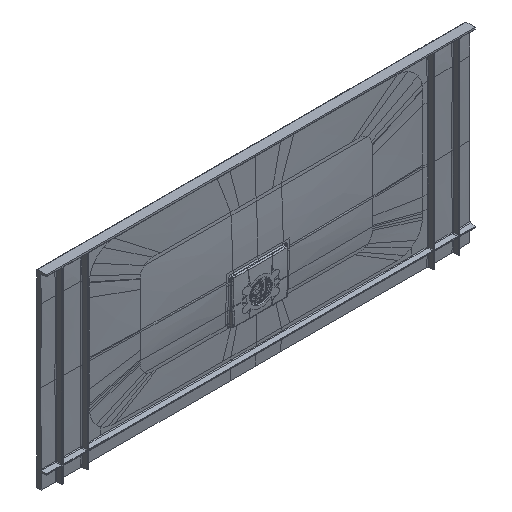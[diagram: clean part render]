
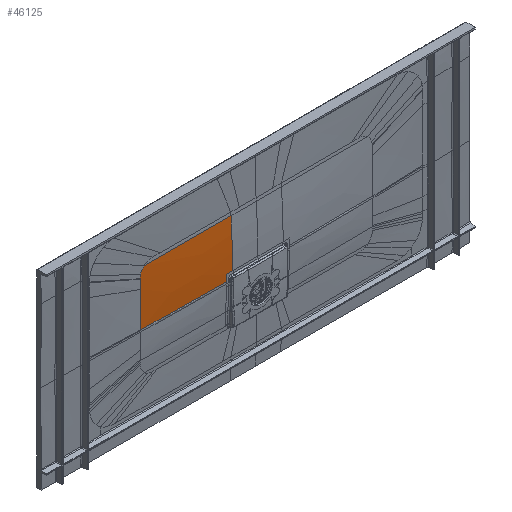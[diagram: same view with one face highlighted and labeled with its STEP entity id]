
A CAD part, isometric view. The second image highlights one B-rep face of the part: STEP entity #46125.
In plain terms, the highlighted free-form (B-spline) face has degree [3, 3] with [4, 4] control points.
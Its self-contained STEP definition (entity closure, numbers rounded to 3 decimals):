
#10662=CARTESIAN_POINT('',(-125.111,-27.962,
45.151));
#10663=CARTESIAN_POINT('',(-125.111,-27.923,
53.517));
#10664=CARTESIAN_POINT('',(-125.11,-27.855,
61.882));
#10665=CARTESIAN_POINT('',(-125.11,-27.758,
70.247));
#10667=CARTESIAN_POINT('',(-125.11,-27.758,
70.247));
#10668=CARTESIAN_POINT('',(-116.763,-27.773,
70.247));
#10669=CARTESIAN_POINT('',(-108.415,-27.78,
70.249));
#10670=CARTESIAN_POINT('',(-100.068,-27.78,
70.249));
#11176=CARTESIAN_POINT('',(-442.971,-19.367,
255.089));
#12347=CARTESIAN_POINT('',(-100.082,-20.844,
255.463));
#12348=CARTESIAN_POINT('',(-214.39,-20.844,
255.463));
#12349=CARTESIAN_POINT('',(-328.688,-20.284,
255.313));
#12350=CARTESIAN_POINT('',(-442.971,-19.367,
255.089));
#12375=CARTESIAN_POINT('',(-459.999,-23.727,
45.186));
#12376=CARTESIAN_POINT('',(-459.998,-23.617,
60.473));
#12377=CARTESIAN_POINT('',(-459.997,-23.3,
91.053));
#12378=CARTESIAN_POINT('',(-459.997,-22.541,
136.928));
#12379=CARTESIAN_POINT('',(-459.999,-21.845,
167.516));
#12380=CARTESIAN_POINT('',(-460.,-21.449,
182.81));
#12382=CARTESIAN_POINT('',(-460.,-21.449,
182.81));
#12383=CARTESIAN_POINT('',(-459.997,-21.349,
186.71));
#12384=CARTESIAN_POINT('',(-459.994,-21.141,
194.481));
#12385=CARTESIAN_POINT('',(-460.009,-20.815,
206.044));
#12386=CARTESIAN_POINT('',(-460.004,-20.587,
213.692));
#12387=CARTESIAN_POINT('',(-460.,-20.471,
217.5));
#12389=CARTESIAN_POINT('',(-460.,-20.471,
217.5));
#12390=CARTESIAN_POINT('',(-460.,-20.465,
217.7));
#12391=CARTESIAN_POINT('',(-459.998,-20.453,
218.101));
#12392=CARTESIAN_POINT('',(-459.987,-20.434,
218.702));
#12393=CARTESIAN_POINT('',(-459.975,-20.422,
219.103));
#12394=CARTESIAN_POINT('',(-459.967,-20.416,
219.303));
#12396=CARTESIAN_POINT('',(-459.967,-20.416,
219.303));
#12397=CARTESIAN_POINT('',(-459.934,-20.388,
220.227));
#12398=CARTESIAN_POINT('',(-459.817,-20.332,
222.069));
#12399=CARTESIAN_POINT('',(-459.487,-20.25,
224.82));
#12400=CARTESIAN_POINT('',(-459.006,-20.169,
227.547));
#12401=CARTESIAN_POINT('',(-458.375,-20.09,
230.244));
#12402=CARTESIAN_POINT('',(-457.856,-20.038,
232.014));
#12403=CARTESIAN_POINT('',(-457.572,-20.012,
232.892));
#12405=CARTESIAN_POINT('',(-457.572,-20.012,
232.892));
#12406=CARTESIAN_POINT('',(-457.255,-19.983,
233.874));
#12407=CARTESIAN_POINT('',(-456.568,-19.927,
235.795));
#12408=CARTESIAN_POINT('',(-455.389,-19.846,
238.559));
#12409=CARTESIAN_POINT('',(-454.076,-19.77,
241.193));
#12410=CARTESIAN_POINT('',(-452.581,-19.694,
243.791));
#12411=CARTESIAN_POINT('',(-450.952,-19.622,
246.262));
#12412=CARTESIAN_POINT('',(-449.163,-19.553,
248.649));
#12413=CARTESIAN_POINT('',(-447.268,-19.488,
250.887));
#12414=CARTESIAN_POINT('',(-445.211,-19.426,
253.044));
#12415=CARTESIAN_POINT('',(-443.736,-19.387,
254.418));
#12416=CARTESIAN_POINT('',(-442.971,-19.367,
255.089));
#12426=CARTESIAN_POINT('',(-459.999,-23.727,
45.186));
#12427=CARTESIAN_POINT('',(-348.391,-26.348,
45.197));
#12428=CARTESIAN_POINT('',(-236.753,-27.776,
45.157));
#12429=CARTESIAN_POINT('',(-125.111,-27.962,
45.151));
#12461=CARTESIAN_POINT('',(-99.702,3556.9,
28.759));
#12462=DIRECTION('',(-1.,0.,0.));
#12463=DIRECTION('',(0.,-1.,0.012));
#12464=AXIS2_PLACEMENT_3D('',#12461,#12462,#12463);
#17182=CARTESIAN_POINT('',(-459.967,-20.416,
219.303));
#17184=VERTEX_POINT('',#17182);
#17185=CARTESIAN_POINT('',(-457.572,-20.012,
232.892));
#17186=VERTEX_POINT('',#17185);
#17188=VERTEX_POINT('',#11176);
#17306=CARTESIAN_POINT('',(-459.999,-23.727,
45.186));
#17307=VERTEX_POINT('',#17306);
#17308=CARTESIAN_POINT('',(-460.,-21.449,
182.81));
#17309=VERTEX_POINT('',#17308);
#17311=CARTESIAN_POINT('',(-460.,-20.471,
217.5));
#17312=VERTEX_POINT('',#17311);
#17313=VERTEX_POINT('',#12429);
#17314=CARTESIAN_POINT('',(-100.075,-27.78,
70.249));
#17315=CARTESIAN_POINT('',(-100.075,-20.845,
255.463));
#17316=VERTEX_POINT('',#17314);
#17317=VERTEX_POINT('',#17315);
#17318=VERTEX_POINT('',#10667);
#46094=CARTESIAN_POINT('',(-463.522,-19.125,
257.146));
#46095=CARTESIAN_POINT('',(-463.673,-21.649,
185.837));
#46096=CARTESIAN_POINT('',(-463.758,-23.158,
114.463));
#46097=CARTESIAN_POINT('',(-463.775,-23.653,
43.085));
#46098=CARTESIAN_POINT('',(-341.186,-20.115,
257.396));
#46099=CARTESIAN_POINT('',(-341.31,-23.866,
186.033));
#46100=CARTESIAN_POINT('',(-341.368,-26.014,
114.567));
#46101=CARTESIAN_POINT('',(-341.363,-26.558,
43.096));
#46102=CARTESIAN_POINT('',(-218.832,-20.723,
257.567));
#46103=CARTESIAN_POINT('',(-218.902,-25.307,
186.154));
#46104=CARTESIAN_POINT('',(-218.929,-27.741,
114.603));
#46105=CARTESIAN_POINT('',(-218.916,-28.02,
43.045));
#46106=CARTESIAN_POINT('',(-96.469,-20.711,
257.564));
#46107=CARTESIAN_POINT('',(-96.467,-25.278,
186.152));
#46108=CARTESIAN_POINT('',(-96.466,-27.706,
114.603));
#46109=CARTESIAN_POINT('',(-96.467,-27.991,
43.046));
#46110=B_SPLINE_SURFACE_WITH_KNOTS('',3,3,((#46094,#46095,#46096,#46097),
(#46098,#46099,#46100,#46101),(#46102,#46103,#46104,#46105),(#46106,#46107,
#46108,#46109)),.UNSPECIFIED.,.F.,.F.,.F.,(4,4),(4,4),(0.384,
1.006),(0.244,0.981),.UNSPECIFIED.);
#46112=ORIENTED_EDGE('',*,*,#46111,.F.);
#46113=ORIENTED_EDGE('',*,*,#43956,.T.);
#46114=ORIENTED_EDGE('',*,*,#43991,.T.);
#46115=ORIENTED_EDGE('',*,*,#44026,.T.);
#46116=ORIENTED_EDGE('',*,*,#44061,.T.);
#46117=ORIENTED_EDGE('',*,*,#44096,.T.);
#46118=ORIENTED_EDGE('',*,*,#46087,.F.);
#46120=ORIENTED_EDGE('',*,*,#46119,.F.);
#46121=ORIENTED_EDGE('',*,*,#42892,.F.);
#46122=ORIENTED_EDGE('',*,*,#42890,.F.);
#46123=EDGE_LOOP('',(#46112,#46113,#46114,#46115,#46116,#46117,#46118,#46120,
#46121,#46122));
#46124=FACE_OUTER_BOUND('',#46123,.F.);
#46125=ADVANCED_FACE('',(#46124),#46110,.F.);
#10666=B_SPLINE_CURVE_WITH_KNOTS('',3,(#10662,#10663,#10664,#10665),
.UNSPECIFIED.,.F.,.F.,(4,4),(0.,1.),.UNSPECIFIED.);
#10671=B_SPLINE_CURVE_WITH_KNOTS('',3,(#10667,#10668,#10669,#10670),
.UNSPECIFIED.,.F.,.F.,(4,4),(0.,1.),.UNSPECIFIED.);
#12351=B_SPLINE_CURVE_WITH_KNOTS('',3,(#12347,#12348,#12349,#12350),
.UNSPECIFIED.,.F.,.F.,(4,4),(0.,1.),.UNSPECIFIED.);
#12381=B_SPLINE_CURVE_WITH_KNOTS('',3,(#12375,#12376,#12377,#12378,#12379,
#12380),.UNSPECIFIED.,.F.,.F.,(4,1,1,4),(0.,0.333,
0.667,1.),.UNSPECIFIED.);
#12388=B_SPLINE_CURVE_WITH_KNOTS('',3,(#12382,#12383,#12384,#12385,#12386,
#12387),.UNSPECIFIED.,.F.,.F.,(4,1,1,4),(0.,0.333,
0.667,1.),.UNSPECIFIED.);
#12395=B_SPLINE_CURVE_WITH_KNOTS('',3,(#12389,#12390,#12391,#12392,#12393,
#12394),.UNSPECIFIED.,.F.,.F.,(4,1,1,4),(0.,0.333,
0.667,1.),.UNSPECIFIED.);
#12404=B_SPLINE_CURVE_WITH_KNOTS('',3,(#12396,#12397,#12398,#12399,#12400,
#12401,#12402,#12403),.UNSPECIFIED.,.F.,.F.,(4,1,1,1,1,4),(0.,0.2,0.4,
0.6,0.8,1.),.UNSPECIFIED.);
#12417=B_SPLINE_CURVE_WITH_KNOTS('',3,(#12405,#12406,#12407,#12408,#12409,
#12410,#12411,#12412,#12413,#12414,#12415,#12416),.UNSPECIFIED.,.F.,.F.,(4,1,1,
1,1,1,1,1,1,4),(0.,0.111,0.222,0.333,
0.444,0.556,0.667,0.778,
0.889,1.),.UNSPECIFIED.);
#12430=B_SPLINE_CURVE_WITH_KNOTS('',3,(#12426,#12427,#12428,#12429),
.UNSPECIFIED.,.F.,.F.,(4,4),(0.,1.),.UNSPECIFIED.);
#12465=CIRCLE('',#12464,3584.92);
#42890=EDGE_CURVE('',#17313,#17318,#10666,.T.);
#42892=EDGE_CURVE('',#17318,#17316,#10671,.T.);
#43956=EDGE_CURVE('',#17307,#17309,#12381,.T.);
#43991=EDGE_CURVE('',#17309,#17312,#12388,.T.);
#44026=EDGE_CURVE('',#17312,#17184,#12395,.T.);
#44061=EDGE_CURVE('',#17184,#17186,#12404,.T.);
#44096=EDGE_CURVE('',#17186,#17188,#12417,.T.);
#46087=EDGE_CURVE('',#17317,#17188,#12351,.T.);
#46111=EDGE_CURVE('',#17307,#17313,#12430,.T.);
#46119=EDGE_CURVE('',#17316,#17317,#12465,.T.);
